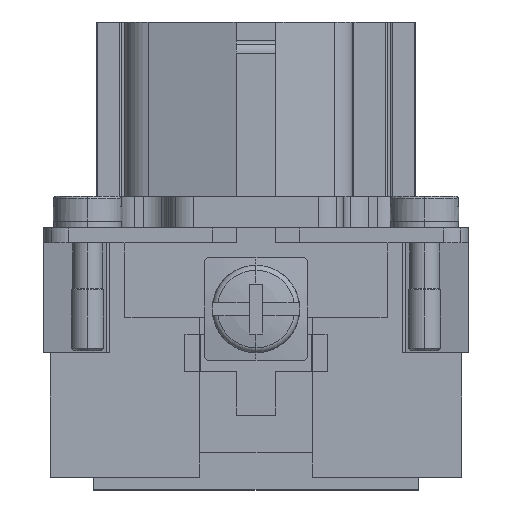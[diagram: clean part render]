
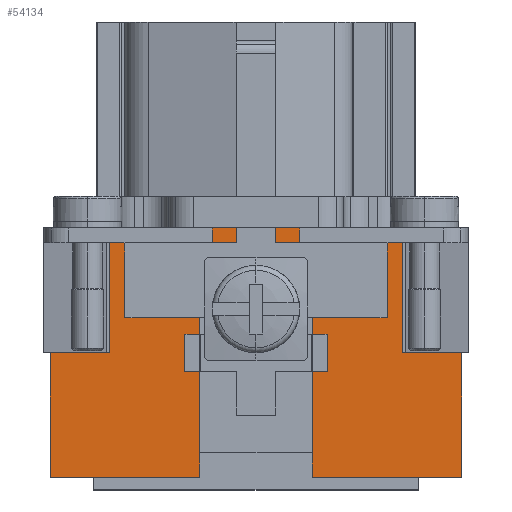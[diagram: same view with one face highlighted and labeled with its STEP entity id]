
A CAD part, left-side view. The second image highlights one B-rep face of the part: STEP entity #54134.
In plain terms, the highlighted planar face has unit normal (-1, 0, 0).
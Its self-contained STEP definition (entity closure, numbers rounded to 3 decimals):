
#18349=CARTESIAN_POINT('',(-31.5,-16.5,-20.0));
#18350=VERTEX_POINT('',#18349);
#18357=CARTESIAN_POINT('',(-31.5,-4.5,-20.0));
#18358=VERTEX_POINT('',#18357);
#18359=CARTESIAN_POINT('',(-31.5,-4.5,-20.0));
#18360=DIRECTION('',(0.0,-1.0,0.0));
#18361=VECTOR('',#18360,12.0);
#18362=LINE('',#18359,#18361);
#18363=EDGE_CURVE('',#18358,#18350,#18362,.T.);
#18445=CARTESIAN_POINT('',(-31.5,4.5,-20.0));
#18446=VERTEX_POINT('',#18445);
#18453=CARTESIAN_POINT('',(-31.5,16.5,-20.0));
#18454=VERTEX_POINT('',#18453);
#18455=CARTESIAN_POINT('',(-31.5,16.5,-20.0));
#18456=DIRECTION('',(0.0,-1.0,0.0));
#18457=VECTOR('',#18456,12.0);
#18458=LINE('',#18455,#18457);
#18459=EDGE_CURVE('',#18454,#18446,#18458,.T.);
#33434=CARTESIAN_POINT('',(-31.5,-11.75,0.0));
#33435=VERTEX_POINT('',#33434);
#33436=CARTESIAN_POINT('',(-31.5,11.75,0.0));
#33437=VERTEX_POINT('',#33436);
#33438=CARTESIAN_POINT('',(-31.5,-11.75,0.0));
#33439=DIRECTION('',(0.0,1.0,0.0));
#33440=VECTOR('',#33439,23.5);
#33441=LINE('',#33438,#33440);
#33442=EDGE_CURVE('',#33435,#33437,#33441,.T.);
#42334=CARTESIAN_POINT('',(-31.5,16.5,-10.));
#42335=VERTEX_POINT('',#42334);
#42336=CARTESIAN_POINT('',(-31.5,16.5,-10.));
#42337=DIRECTION('',(0.0,0.0,-1.0));
#42338=VECTOR('',#42337,10.);
#42339=LINE('',#42336,#42338);
#42340=EDGE_CURVE('',#42335,#18454,#42339,.T.);
#42465=CARTESIAN_POINT('',(-31.5,-16.5,-10.));
#42466=VERTEX_POINT('',#42465);
#42473=CARTESIAN_POINT('',(-31.5,-16.5,-10.));
#42474=DIRECTION('',(0.0,0.0,-1.0));
#42475=VECTOR('',#42474,10.);
#42476=LINE('',#42473,#42475);
#42477=EDGE_CURVE('',#42466,#18350,#42476,.T.);
#54056=CARTESIAN_POINT('',(-31.5,16.5,0.0));
#54057=DIRECTION('',(-1.0,0.0,0.0));
#54058=DIRECTION('',(0.0,0.0,1.0));
#54059=AXIS2_PLACEMENT_3D('',#54056,#54057,#54058);
#54060=PLANE('',#54059);
#54061=CARTESIAN_POINT('',(-31.5,4.5,-1.2));
#54062=VERTEX_POINT('',#54061);
#54063=CARTESIAN_POINT('',(-31.5,-4.5,-1.2));
#54064=VERTEX_POINT('',#54063);
#54065=CARTESIAN_POINT('',(-31.5,4.5,-1.2));
#54066=DIRECTION('',(0.0,-1.0,0.0));
#54067=VECTOR('',#54066,9.0);
#54068=LINE('',#54065,#54067);
#54069=EDGE_CURVE('',#54062,#54064,#54068,.T.);
#54070=ORIENTED_EDGE('',*,*,#54069,.T.);
#54071=CARTESIAN_POINT('',(-31.5,-4.5,-18.));
#54072=VERTEX_POINT('',#54071);
#54073=CARTESIAN_POINT('',(-31.5,-4.5,-1.2));
#54074=DIRECTION('',(0.0,0.0,-1.0));
#54075=VECTOR('',#54074,16.8);
#54076=LINE('',#54073,#54075);
#54077=EDGE_CURVE('',#54064,#54072,#54076,.T.);
#54078=ORIENTED_EDGE('',*,*,#54077,.T.);
#54079=CARTESIAN_POINT('',(-31.5,-4.5,-18.));
#54080=DIRECTION('',(0.0,0.0,-1.0));
#54081=VECTOR('',#54080,2.);
#54082=LINE('',#54079,#54081);
#54083=EDGE_CURVE('',#54072,#18358,#54082,.T.);
#54084=ORIENTED_EDGE('',*,*,#54083,.T.);
#54085=ORIENTED_EDGE('',*,*,#18363,.T.);
#54086=ORIENTED_EDGE('',*,*,#42477,.F.);
#54087=CARTESIAN_POINT('',(-31.5,-11.75,-10.));
#54088=VERTEX_POINT('',#54087);
#54089=CARTESIAN_POINT('',(-31.5,-16.5,-10.));
#54090=DIRECTION('',(0.0,1.0,0.0));
#54091=VECTOR('',#54090,4.75);
#54092=LINE('',#54089,#54091);
#54093=EDGE_CURVE('',#42466,#54088,#54092,.T.);
#54094=ORIENTED_EDGE('',*,*,#54093,.T.);
#54095=CARTESIAN_POINT('',(-31.5,-11.75,-10.));
#54096=DIRECTION('',(0.0,0.0,1.0));
#54097=VECTOR('',#54096,10.);
#54098=LINE('',#54095,#54097);
#54099=EDGE_CURVE('',#54088,#33435,#54098,.T.);
#54100=ORIENTED_EDGE('',*,*,#54099,.T.);
#54101=ORIENTED_EDGE('',*,*,#33442,.T.);
#54102=CARTESIAN_POINT('',(-31.5,11.75,-10.));
#54103=VERTEX_POINT('',#54102);
#54104=CARTESIAN_POINT('',(-31.5,11.75,0.0));
#54105=DIRECTION('',(0.0,0.0,-1.0));
#54106=VECTOR('',#54105,10.);
#54107=LINE('',#54104,#54106);
#54108=EDGE_CURVE('',#33437,#54103,#54107,.T.);
#54109=ORIENTED_EDGE('',*,*,#54108,.T.);
#54110=CARTESIAN_POINT('',(-31.5,11.75,-10.));
#54111=DIRECTION('',(0.0,1.0,0.0));
#54112=VECTOR('',#54111,4.75);
#54113=LINE('',#54110,#54112);
#54114=EDGE_CURVE('',#54103,#42335,#54113,.T.);
#54115=ORIENTED_EDGE('',*,*,#54114,.T.);
#54116=ORIENTED_EDGE('',*,*,#42340,.T.);
#54117=ORIENTED_EDGE('',*,*,#18459,.T.);
#54118=CARTESIAN_POINT('',(-31.5,4.5,-18.));
#54119=VERTEX_POINT('',#54118);
#54120=CARTESIAN_POINT('',(-31.5,4.5,-20.0));
#54121=DIRECTION('',(0.0,0.0,1.0));
#54122=VECTOR('',#54121,2.);
#54123=LINE('',#54120,#54122);
#54124=EDGE_CURVE('',#18446,#54119,#54123,.T.);
#54125=ORIENTED_EDGE('',*,*,#54124,.T.);
#54126=CARTESIAN_POINT('',(-31.5,4.5,-18.));
#54127=DIRECTION('',(0.0,0.0,1.0));
#54128=VECTOR('',#54127,16.8);
#54129=LINE('',#54126,#54128);
#54130=EDGE_CURVE('',#54119,#54062,#54129,.T.);
#54131=ORIENTED_EDGE('',*,*,#54130,.T.);
#54132=EDGE_LOOP('',(#54070,#54078,#54084,#54085,#54086,#54094,#54100,#54101,#54109,#54115,#54116,#54117,#54125,#54131));
#54133=FACE_OUTER_BOUND('',#54132,.T.);
#54134=ADVANCED_FACE('',(#54133),#54060,.T.);
